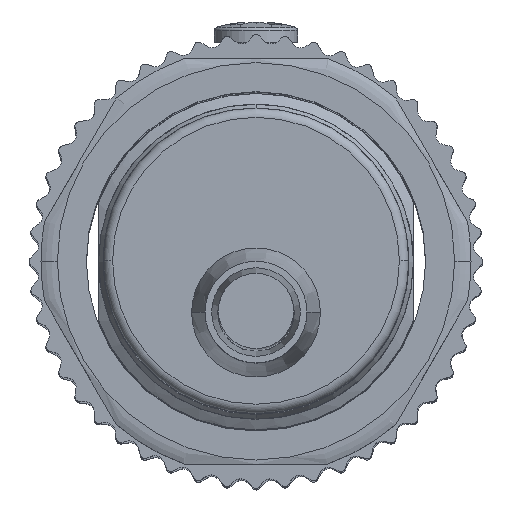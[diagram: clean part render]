
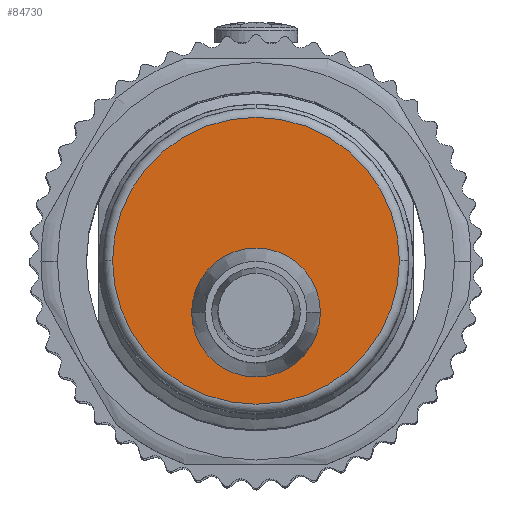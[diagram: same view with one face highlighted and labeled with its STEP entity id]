
A CAD part, top view. The second image highlights one B-rep face of the part: STEP entity #84730.
In plain terms, the highlighted planar face has unit normal (0, 0, 1).
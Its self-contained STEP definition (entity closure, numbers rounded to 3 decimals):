
#83548=CARTESIAN_POINT('',(0.,0.,2.));
#83549=DIRECTION('',(0.,0.,1.));
#83550=DIRECTION('',(0.,-1.,0.));
#83551=AXIS2_PLACEMENT_3D('',#83548,#83549,#83550);
#83553=CARTESIAN_POINT('',(0.,0.,2.));
#83554=DIRECTION('',(0.,0.,1.));
#83555=DIRECTION('',(0.,1.,0.));
#83556=AXIS2_PLACEMENT_3D('',#83553,#83554,#83555);
#83558=CARTESIAN_POINT('',(-2.75,0.,2.));
#83559=DIRECTION('',(0.,0.,1.));
#83560=DIRECTION('',(0.,-1.,0.));
#83561=AXIS2_PLACEMENT_3D('',#83558,#83559,#83560);
#83563=CARTESIAN_POINT('',(-2.75,0.,2.));
#83564=DIRECTION('',(0.,0.,1.));
#83565=DIRECTION('',(0.,1.,0.));
#83566=AXIS2_PLACEMENT_3D('',#83563,#83564,#83565);
#84366=CARTESIAN_POINT('',(0.,-7.625,2.));
#84367=CARTESIAN_POINT('',(0.,7.625,2.));
#84368=VERTEX_POINT('',#84366);
#84369=VERTEX_POINT('',#84367);
#84484=CARTESIAN_POINT('',(-2.75,-2.815,2.));
#84485=CARTESIAN_POINT('',(-2.75,2.815,2.));
#84486=VERTEX_POINT('',#84484);
#84487=VERTEX_POINT('',#84485);
#84714=CARTESIAN_POINT('',(0.,0.,2.));
#84715=DIRECTION('',(0.,0.,1.));
#84716=DIRECTION('',(0.,1.,0.));
#84717=AXIS2_PLACEMENT_3D('',#84714,#84715,#84716);
#84718=PLANE('',#84717);
#84720=ORIENTED_EDGE('',*,*,#84719,.F.);
#84722=ORIENTED_EDGE('',*,*,#84721,.F.);
#84723=EDGE_LOOP('',(#84720,#84722));
#84724=FACE_OUTER_BOUND('',#84723,.F.);
#84725=ORIENTED_EDGE('',*,*,#84704,.T.);
#84727=ORIENTED_EDGE('',*,*,#84726,.T.);
#84728=EDGE_LOOP('',(#84725,#84727));
#84729=FACE_BOUND('',#84728,.F.);
#84730=ADVANCED_FACE('',(#84724,#84729),#84718,.T.);
#83552=CIRCLE('',#83551,7.625);
#83557=CIRCLE('',#83556,7.625);
#83562=CIRCLE('',#83561,2.815);
#83567=CIRCLE('',#83566,2.815);
#84704=EDGE_CURVE('',#84486,#84487,#83562,.T.);
#84719=EDGE_CURVE('',#84368,#84369,#83552,.T.);
#84721=EDGE_CURVE('',#84369,#84368,#83557,.T.);
#84726=EDGE_CURVE('',#84487,#84486,#83567,.T.);
